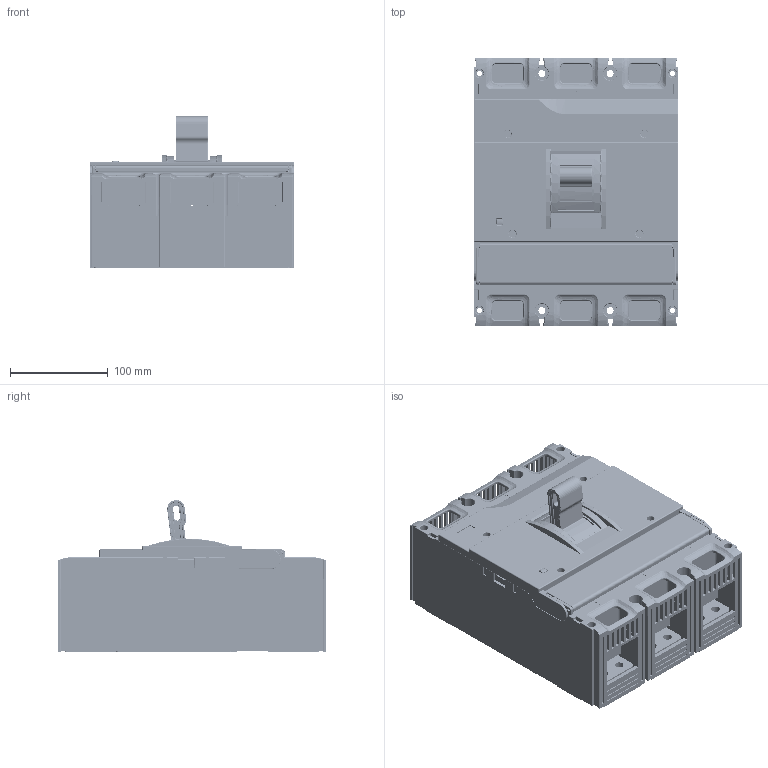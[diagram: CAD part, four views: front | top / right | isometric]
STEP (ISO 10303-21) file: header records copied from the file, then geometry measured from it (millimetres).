
FILE_DESCRIPTION (( 'STEP AP214' ), '1' );
FILE_NAME ('AV Power-4-3P.STEP', '2018-03-06T11:11:41', ( '' ), ( '' ), 'SwSTEP 2.0', 'SolidWorks 2017', '' );
FILE_SCHEMA (( 'AUTOMOTIVE_DESIGN' ));
Length unit declared in the file: millimetre
Products named in the file (1): AV Power-4-3P
Bounding box: 210 x 275 x 155.6 mm (x, y, z)
Volume: 1604666.2 mm3; surface area: 932792 mm2
Topology: 29 solids, 29 shells, 7617 faces, 21447 edges, 13870 vertices
Faces by surface type: plane 4459, cylinder 2241, bspline 815, cone 95, torus 7
Entity records: 398351 total; most frequent: CARTESIAN_POINT 210971, ORIENTED_EDGE 42694, DIRECTION 33245, EDGE_CURVE 21347, VECTOR 14391, LINE 14391, VERTEX_POINT 13870, AXIS2_PLACEMENT_3D 9427
